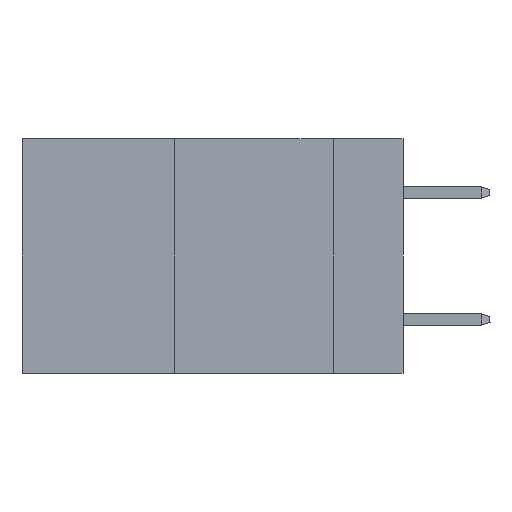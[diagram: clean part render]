
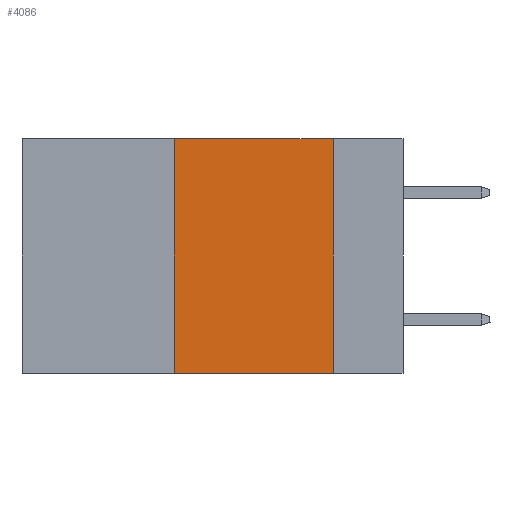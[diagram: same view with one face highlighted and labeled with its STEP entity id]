
A CAD part, left-side view. The second image highlights one B-rep face of the part: STEP entity #4086.
In plain terms, the highlighted planar face has unit normal (-1, 0, 0).
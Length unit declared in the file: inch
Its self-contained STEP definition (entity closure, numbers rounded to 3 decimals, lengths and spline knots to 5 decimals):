
#260 = LINE ( 'NONE', #1363, #11084 ) ;
#271 = VERTEX_POINT ( 'NONE', #10487 ) ;
#608 = DIRECTION ( 'NONE',  ( 1., 0., 0. ) ) ;
#876 = CARTESIAN_POINT ( 'NONE',  ( 0., 0.6, 0. ) ) ;
#1216 = VERTEX_POINT ( 'NONE', #6442 ) ;
#1363 = CARTESIAN_POINT ( 'NONE',  ( 0., 0.6, -0.37 ) ) ;
#1546 = LINE ( 'NONE', #6767, #6131 ) ;
#1900 = EDGE_LOOP ( 'NONE', ( #7918, #4974, #2467, #6385 ) ) ;
#2467 = ORIENTED_EDGE ( 'NONE', *, *, #3265, .F. ) ;
#3265 = EDGE_CURVE ( 'NONE', #1216, #6343, #8817, .T. ) ;
#3773 = DIRECTION ( 'NONE',  ( 0., -1., 0. ) ) ;
#4086 = ADVANCED_FACE ( 'NONE', ( #5884 ), #5815, .F. ) ;
#4232 = CARTESIAN_POINT ( 'NONE',  ( 0., 0.11, 0. ) ) ;
#4288 = VERTEX_POINT ( 'NONE', #7314 ) ;
#4876 = DIRECTION ( 'NONE',  ( 0., 0., -1. ) ) ;
#4974 = ORIENTED_EDGE ( 'NONE', *, *, #5026, .F. ) ;
#5026 = EDGE_CURVE ( 'NONE', #6343, #271, #1546, .T. ) ;
#5815 = PLANE ( 'NONE',  #12878 ) ;
#5856 = DIRECTION ( 'NONE',  ( 0., 0., 1. ) ) ;
#5884 = FACE_OUTER_BOUND ( 'NONE', #1900, .T. ) ;
#6089 = LINE ( 'NONE', #4232, #7698 ) ;
#6131 = VECTOR ( 'NONE', #3773, 39.37008 ) ;
#6343 = VERTEX_POINT ( 'NONE', #9235 ) ;
#6385 = ORIENTED_EDGE ( 'NONE', *, *, #12232, .T. ) ;
#6442 = CARTESIAN_POINT ( 'NONE',  ( 0., 0.36, -0.37 ) ) ;
#6767 = CARTESIAN_POINT ( 'NONE',  ( 0., 0.6, 0. ) ) ;
#7314 = CARTESIAN_POINT ( 'NONE',  ( 0., 0.11, -0.37 ) ) ;
#7698 = VECTOR ( 'NONE', #10107, 39.37008 ) ;
#7918 = ORIENTED_EDGE ( 'NONE', *, *, #9693, .F. ) ;
#8817 = LINE ( 'NONE', #9998, #10962 ) ;
#9235 = CARTESIAN_POINT ( 'NONE',  ( 0., 0.36, 0. ) ) ;
#9693 = EDGE_CURVE ( 'NONE', #271, #4288, #6089, .T. ) ;
#9998 = CARTESIAN_POINT ( 'NONE',  ( 0., 0.36, 0. ) ) ;
#10107 = DIRECTION ( 'NONE',  ( 0., 0., -1. ) ) ;
#10487 = CARTESIAN_POINT ( 'NONE',  ( 0., 0.11, 0. ) ) ;
#10962 = VECTOR ( 'NONE', #5856, 39.37008 ) ;
#11084 = VECTOR ( 'NONE', #12508, 39.37008 ) ;
#12232 = EDGE_CURVE ( 'NONE', #1216, #4288, #260, .T. ) ;
#12508 = DIRECTION ( 'NONE',  ( 0., -1., 0. ) ) ;
#12878 = AXIS2_PLACEMENT_3D ( 'NONE', #876, #608, #4876 ) ;
